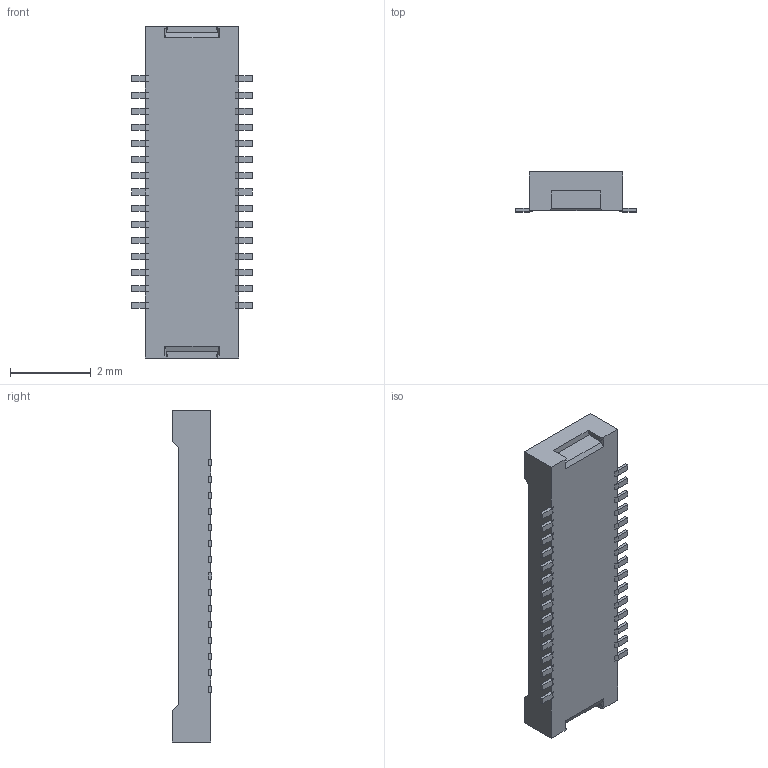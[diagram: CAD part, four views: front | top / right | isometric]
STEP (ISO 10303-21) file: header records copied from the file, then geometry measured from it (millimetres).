
FILE_DESCRIPTION(('CoCreate Modeling STEP Export'),'2;1');
FILE_NAME('DF37C-30DS.stp','2010-02-15T15:47:24',(''),(''),'CoCreate Modeling STEP processor for AP214 (Solid Model)','CoCreate Modeling 16.00B 02-Dec-2008 (C) Parametric Technology GmbH','');
FILE_SCHEMA(('AUTOMOTIVE_DESIGN { 1 0 10303 214 1 1 1 1 }'));
Length unit declared in the file: millimetre
Products named in the file (1): DF37-30DS
Bounding box: 2.98 x 0.98 x 8.22 mm (x, y, z)
Volume: 12.1 mm3; surface area: 80 mm2
Topology: 1 solids, 1 shells, 1577 faces, 4209 edges, 2664 vertices
Faces by surface type: plane 1082, cylinder 300, cone 120, torus 75
Entity records: 49691 total; most frequent: CARTESIAN_POINT 13493, ORIENTED_EDGE 8418, DIRECTION 6490, EDGE_CURVE 4209, VECTOR 2762, LINE 2762, VERTEX_POINT 2664, AXIS2_PLACEMENT_3D 1864
